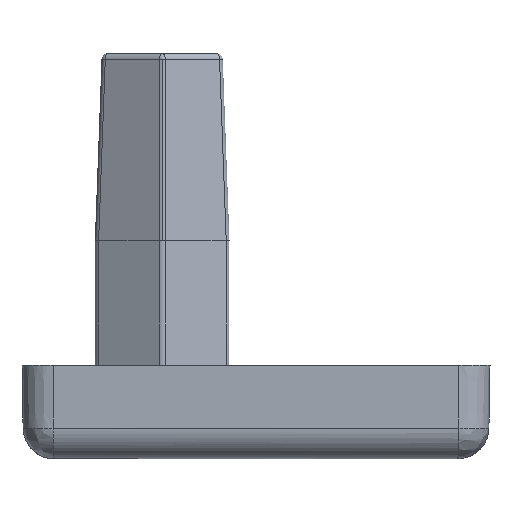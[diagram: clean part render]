
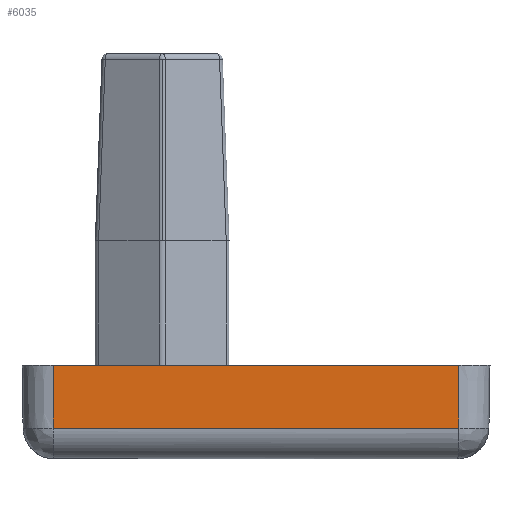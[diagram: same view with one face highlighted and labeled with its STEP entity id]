
A CAD part, left-side view. The second image highlights one B-rep face of the part: STEP entity #6035.
In plain terms, the highlighted planar face has unit normal (-1, 0, -0.018).
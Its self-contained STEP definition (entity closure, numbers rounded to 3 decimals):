
#194 = VERTEX_POINT ( 'NONE', #485 ) ;
#197 = EDGE_CURVE ( 'NONE', #7874, #2359, #1696, .T. ) ;
#485 = CARTESIAN_POINT ( 'NONE',  ( -15., -6.5, 3. ) ) ;
#581 = CARTESIAN_POINT ( 'NONE',  ( -15., -6.5, 3. ) ) ;
#829 = VERTEX_POINT ( 'NONE', #8223 ) ;
#1247 = ORIENTED_EDGE ( 'NONE', *, *, #5394, .T. ) ;
#1440 = PLANE ( 'NONE',  #2651 ) ;
#1696 = LINE ( 'NONE', #10609, #8151 ) ;
#2241 = CARTESIAN_POINT ( 'NONE',  ( -15., -6.5, 3. ) ) ;
#2359 = VERTEX_POINT ( 'NONE', #3604 ) ;
#2378 = CARTESIAN_POINT ( 'NONE',  ( -14.965, -6.5, 0.983 ) ) ;
#2643 = EDGE_CURVE ( 'NONE', #7874, #194, #4335, .T. ) ;
#2651 = AXIS2_PLACEMENT_3D ( 'NONE', #581, #3117, #9012 ) ;
#3080 = DIRECTION ( 'NONE',  ( 0., -1., 0. ) ) ;
#3117 = DIRECTION ( 'NONE',  ( -1., 0., -0.017 ) ) ;
#3223 = VECTOR ( 'NONE', #7551, 1000. ) ;
#3265 = EDGE_LOOP ( 'NONE', ( #6413, #1247, #6844, #5666 ) ) ;
#3604 = CARTESIAN_POINT ( 'NONE',  ( -14.965, 6.5, 0.983 ) ) ;
#3866 = DIRECTION ( 'NONE',  ( 0.017, 0., -1. ) ) ;
#4070 = VECTOR ( 'NONE', #3080, 1000. ) ;
#4335 = LINE ( 'NONE', #2241, #4070 ) ;
#5394 = EDGE_CURVE ( 'NONE', #2359, #829, #8405, .T. ) ;
#5666 = ORIENTED_EDGE ( 'NONE', *, *, #2643, .F. ) ;
#6035 = ADVANCED_FACE ( 'NONE', ( #8513 ), #1440, .T. ) ;
#6413 = ORIENTED_EDGE ( 'NONE', *, *, #197, .T. ) ;
#6592 = DIRECTION ( 'NONE',  ( 0., -1., 0. ) ) ;
#6693 = CARTESIAN_POINT ( 'NONE',  ( -15., -6.5, 3. ) ) ;
#6844 = ORIENTED_EDGE ( 'NONE', *, *, #10063, .F. ) ;
#6900 = CARTESIAN_POINT ( 'NONE',  ( -15., 6.5, 3. ) ) ;
#7551 = DIRECTION ( 'NONE',  ( 0.017, 0., -1. ) ) ;
#7874 = VERTEX_POINT ( 'NONE', #6900 ) ;
#8139 = VECTOR ( 'NONE', #6592, 1000. ) ;
#8151 = VECTOR ( 'NONE', #3866, 1000. ) ;
#8223 = CARTESIAN_POINT ( 'NONE',  ( -14.965, -6.5, 0.983 ) ) ;
#8405 = LINE ( 'NONE', #2378, #8139 ) ;
#8513 = FACE_OUTER_BOUND ( 'NONE', #3265, .T. ) ;
#9012 = DIRECTION ( 'NONE',  ( -0.017, 0., 1. ) ) ;
#9424 = LINE ( 'NONE', #6693, #3223 ) ;
#10063 = EDGE_CURVE ( 'NONE', #194, #829, #9424, .T. ) ;
#10609 = CARTESIAN_POINT ( 'NONE',  ( -15., 6.5, 3. ) ) ;
